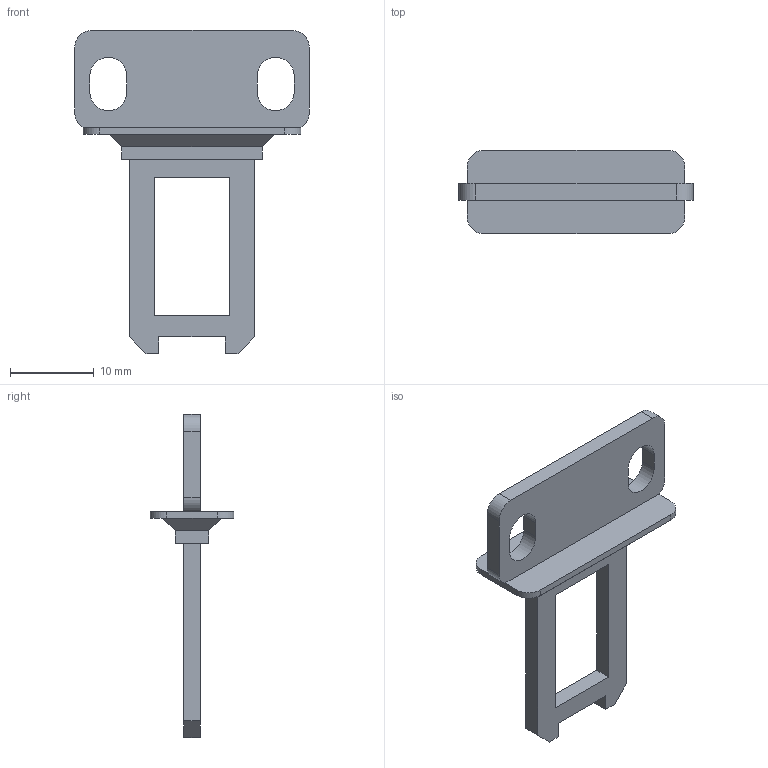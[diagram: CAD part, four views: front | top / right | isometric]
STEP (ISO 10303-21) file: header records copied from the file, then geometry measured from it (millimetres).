
FILE_DESCRIPTION (( 'STEP AP203' ), '1' );
FILE_NAME ('OUTSIDE-HS9Z-A51.STEP', '2014-04-18T10:13:01', ( 'IDEC' ), ( '' ), 'SwSTEP 2.0', 'SolidWorks 2012', '' );
FILE_SCHEMA (( 'CONFIG_CONTROL_DESIGN' ));
Length unit declared in the file: millimetre
Products named in the file (2): OUTSIDE-HS9Z-A51
Assembly tree (1 placements, depth 2):
  OUTSIDE-HS9Z-A51
    OUTSIDE-HS9Z-A51
Bounding box: 28 x 10 x 38.6 mm (x, y, z)
Volume: 1365.3 mm3; surface area: 1884.9 mm2
Topology: 1 solids, 1 shells, 54 faces, 142 edges, 92 vertices
Faces by surface type: plane 40, cylinder 14
Entity records: 1858 total; most frequent: CARTESIAN_POINT 292, DIRECTION 286, ORIENTED_EDGE 284, EDGE_CURVE 142, LINE 114, VECTOR 114, VERTEX_POINT 92, AXIS2_PLACEMENT_3D 86
